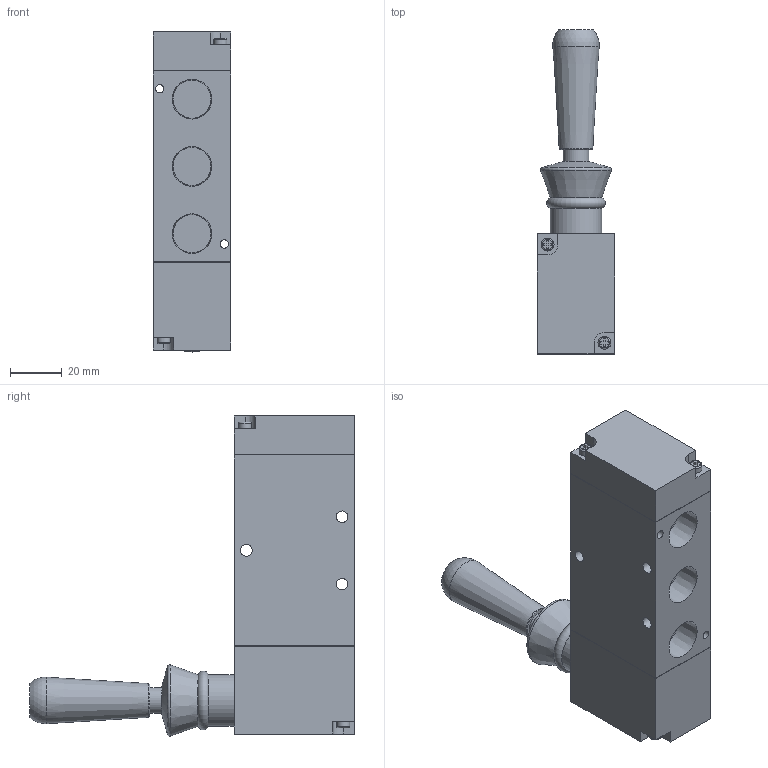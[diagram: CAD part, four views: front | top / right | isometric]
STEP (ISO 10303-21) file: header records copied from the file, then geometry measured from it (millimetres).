
FILE_DESCRIPTION( ( 'STEP AP203' ), '1' );
FILE_NAME( 'MVHB-300V-4TVC.stp', '2020-04-24T10:19:13', ( 'License CC BY-ND 4.0' ), ( 'CADENAS' ), ' ', 'PARTsolutions', ' ' );
FILE_SCHEMA( ( 'CONFIG_CONTROL_DESIGN' ) );
Length unit declared in the file: millimetre
Products named in the file (1): _MVHB-300V-4TVC
Bounding box: 30 x 125.4 x 123.77 mm (x, y, z)
Volume: 178669.9 mm3; surface area: 31390.4 mm2
Topology: 1 solids, 1 shells, 135 faces, 331 edges, 218 vertices
Faces by surface type: plane 103, cylinder 16, cone 9, torus 6, sphere 1
Full cylindrical faces by diameter (mm): 3.2 x2, 4.2 x1, 4.5 x3, 5 x4, 10 x1, 20 x1
Entity records: 3855 total; most frequent: CARTESIAN_POINT 678, DIRECTION 623, ORIENTED_EDGE 598, EDGE_CURVE 299, LINE 245, VECTOR 245, VERTEX_POINT 216, EDGE_LOOP 193
